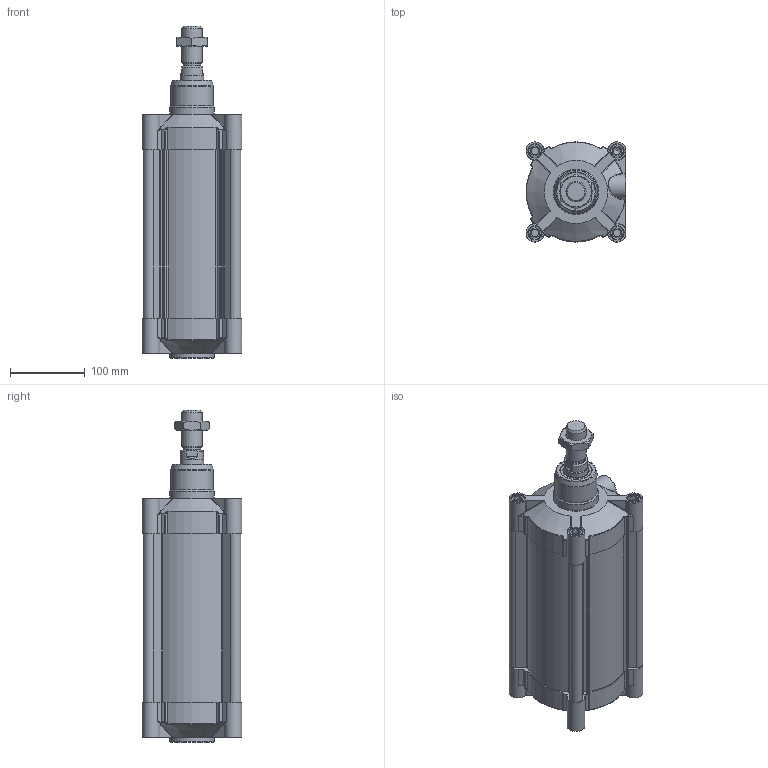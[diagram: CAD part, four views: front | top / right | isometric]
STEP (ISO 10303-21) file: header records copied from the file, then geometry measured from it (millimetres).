
FILE_DESCRIPTION(/* description */ (''),/* implementation_level */ '2;1');
FILE_NAME(/* name */ 'HDM125.160.GS.M.stp',/* time_stamp */ '2021-03-09T10:02:25+01:00',/* author */ ('carlo.corazza'),/* organization */ (''),/* preprocessor_version */ 'ST-DEVELOPER v18.1',/* originating_system */ 'Autodesk Inventor 2020',/* authorisation */ '');
FILE_SCHEMA (('AUTOMOTIVE_DESIGN { 1 0 10303 214 3 1 1 }'));
Length unit declared in the file: millimetre
Products named in the file (6): HDM125.160.GS.M; TP H125; TA H125; CORPO-160; STELO-160; 29.2027.000.0
Assembly tree (5 placements, depth 2):
  HDM125.160.GS.M
    TP H125
    TA H125
    CORPO-160
    STELO-160
    29.2027.000.0
Bounding box: 134 x 134 x 445.5 mm (x, y, z)
Volume: 2812333.8 mm3; surface area: 611703.4 mm2
Topology: 5 solids, 20 shells, 1363 faces, 3425 edges, 2115 vertices
Faces by surface type: plane 437, cylinder 307, bspline 262, cone 126, torus 123, sphere 108
Full cylindrical faces by diameter (mm): 10.106 x8, 12 x10, 12.3 x8, 17 x2, 18 x8, 18.3 x8, 18.631 x2, 23.8 x1, 24.835 x1, 27 x1, 31 x1, 32 x1, 32.5 x5, 32.8 x1, 32.962 x1, 38 x2, 42 x2, 57 x1, 60 x2, 125 x2
Entity records: 49778 total; most frequent: CARTESIAN_POINT 17105, ORIENTED_EDGE 6694, DIRECTION 6367, EDGE_CURVE 3347, AXIS2_PLACEMENT_3D 2535, VERTEX_POINT 2115, EDGE_LOOP 1474, CIRCLE 1406
